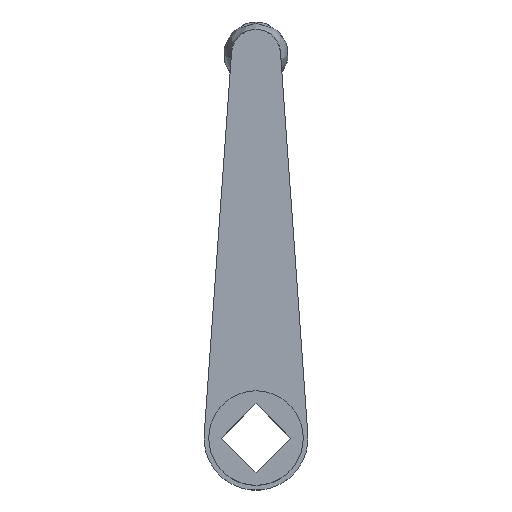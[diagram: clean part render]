
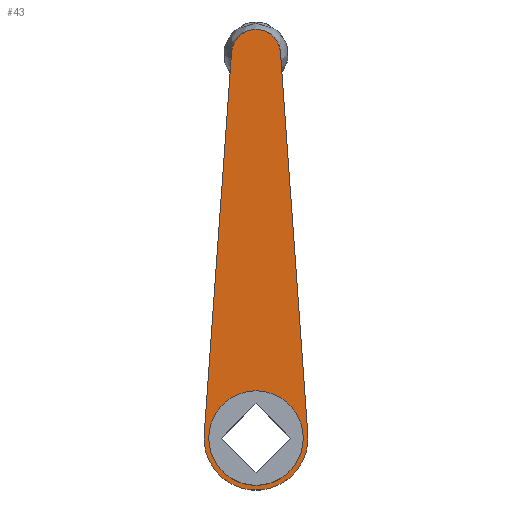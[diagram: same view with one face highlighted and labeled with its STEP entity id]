
A CAD part, top view. The second image highlights one B-rep face of the part: STEP entity #43.
In plain terms, the highlighted planar face has unit normal (0, 0, 1).
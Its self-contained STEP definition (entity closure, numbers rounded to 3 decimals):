
#43 = ADVANCED_FACE( '', ( #96, #97 ), #98, .T. );
#96 = FACE_BOUND( '', #164, .T. );
#97 = FACE_OUTER_BOUND( '', #165, .T. );
#98 = PLANE( '', #166 );
#164 = EDGE_LOOP( '', ( #265 ) );
#165 = EDGE_LOOP( '', ( #266, #267, #268, #269 ) );
#166 = AXIS2_PLACEMENT_3D( '', #270, #271, #272 );
#265 = ORIENTED_EDGE( '', *, *, #390, .F. );
#266 = ORIENTED_EDGE( '', *, *, #391, .T. );
#267 = ORIENTED_EDGE( '', *, *, #392, .T. );
#268 = ORIENTED_EDGE( '', *, *, #393, .T. );
#269 = ORIENTED_EDGE( '', *, *, #388, .T. );
#270 = CARTESIAN_POINT( '', ( 0., 0., -30.41 ) );
#271 = DIRECTION( '', ( 0., 0., 1. ) );
#272 = DIRECTION( '', ( 1., 0., 0. ) );
#388 = EDGE_CURVE( '', #435, #440, #442, .T. );
#390 = EDGE_CURVE( '', #444, #444, #445, .T. );
#391 = EDGE_CURVE( '', #440, #446, #447, .T. );
#392 = EDGE_CURVE( '', #446, #448, #449, .T. );
#393 = EDGE_CURVE( '', #448, #435, #450, .T. );
#435 = VERTEX_POINT( '', #506 );
#440 = VERTEX_POINT( '', #512 );
#442 = CIRCLE( '', #515, 9.6 );
#444 = VERTEX_POINT( '', #517 );
#445 = CIRCLE( '', #518, 18.5 );
#446 = VERTEX_POINT( '', #519 );
#447 = LINE( '', #520, #521 );
#448 = VERTEX_POINT( '', #522 );
#449 = CIRCLE( '', #523, 20.35 );
#450 = LINE( '', #524, #525 );
#506 = CARTESIAN_POINT( '', ( 9.575, 151.086, -30.41 ) );
#512 = CARTESIAN_POINT( '', ( -9.575, 151.086, -30.41 ) );
#515 = AXIS2_PLACEMENT_3D( '', #602, #603, #604 );
#517 = CARTESIAN_POINT( '', ( 0., 18.5, -30.41 ) );
#518 = AXIS2_PLACEMENT_3D( '', #605, #606, #607 );
#519 = CARTESIAN_POINT( '', ( -20.298, 1.455, -30.41 ) );
#520 = CARTESIAN_POINT( '', ( -9.575, 151.086, -30.41 ) );
#521 = VECTOR( '', #608, 1000. );
#522 = CARTESIAN_POINT( '', ( 20.298, 1.455, -30.41 ) );
#523 = AXIS2_PLACEMENT_3D( '', #609, #610, #611 );
#524 = CARTESIAN_POINT( '', ( 20.298, 1.455, -30.41 ) );
#525 = VECTOR( '', #612, 1000. );
#602 = CARTESIAN_POINT( '', ( 0., 150.4, -30.41 ) );
#603 = DIRECTION( '', ( 0., 0., 1. ) );
#604 = DIRECTION( '', ( 0., 1., 0. ) );
#605 = CARTESIAN_POINT( '', ( 0., 0., -30.41 ) );
#606 = DIRECTION( '', ( 0., 0., 1. ) );
#607 = DIRECTION( '', ( 0., 1., 0. ) );
#608 = DIRECTION( '', ( -0.071, -0.997, 0. ) );
#609 = CARTESIAN_POINT( '', ( 0., 0., -30.41 ) );
#610 = DIRECTION( '', ( 0., 0., 1. ) );
#611 = DIRECTION( '', ( 0., 1., 0. ) );
#612 = DIRECTION( '', ( -0.071, 0.997, 0. ) );
